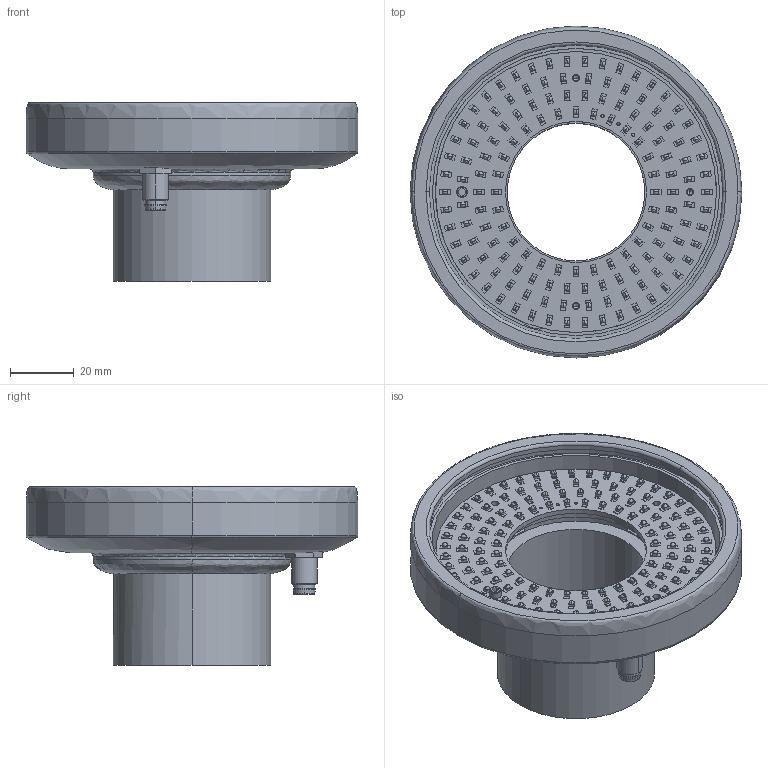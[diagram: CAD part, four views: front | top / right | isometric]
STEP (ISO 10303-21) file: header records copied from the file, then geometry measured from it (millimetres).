
FILE_DESCRIPTION((''),'2;1');
FILE_NAME('146064_SW','2009-04-27T',('banengservice'),('BANNER ENGINEERING'),'PRO/ENGINEER BY PARAMETRIC TECHNOLOGY CORPORATION, 2006170','PRO/ENGINEER BY PARAMETRIC TECHNOLOGY CORPORATION, 2006170','');
FILE_SCHEMA(('CONFIG_CONTROL_DESIGN'));
Length unit declared in the file: inch
Products named in the file (1): 146064_SW
Bounding box: 104 x 104 x 56.02 mm (x, y, z)
Volume: 105382.3 mm3; surface area: 60109.9 mm2
Topology: 1 solids, 1 shells, 2614 faces, 6800 edges, 4060 vertices
Faces by surface type: plane 2090, sphere 291, cylinder 171, cone 42, torus 14, revolution 4, bspline 2
Entity records: 79170 total; most frequent: CARTESIAN_POINT 16208, ORIENTED_EDGE 12984, DIRECTION 12896, EDGE_CURVE 6492, VECTOR 5084, LINE 5084, VERTEX_POINT 4060, AXIS2_PLACEMENT_3D 3904
